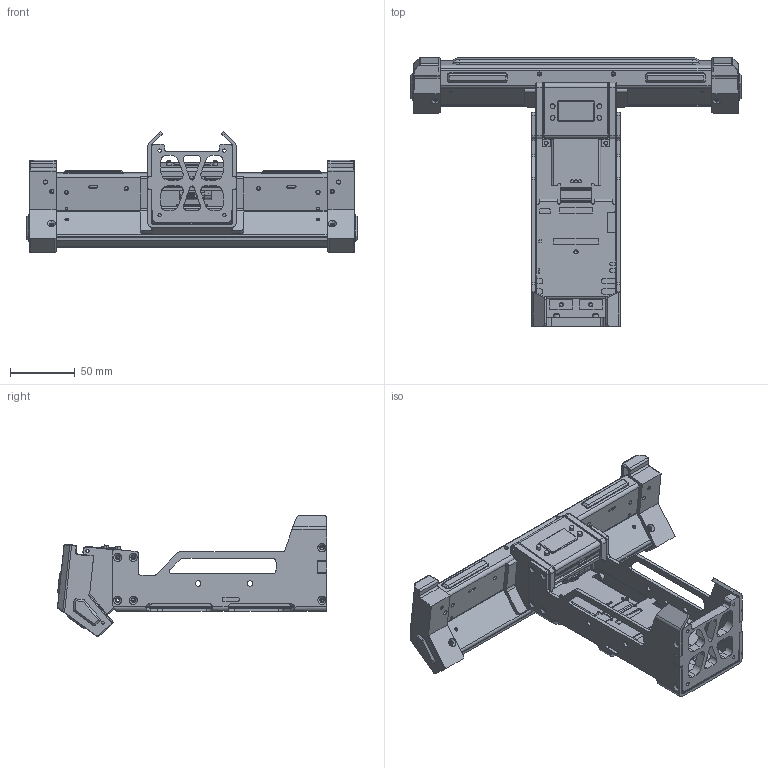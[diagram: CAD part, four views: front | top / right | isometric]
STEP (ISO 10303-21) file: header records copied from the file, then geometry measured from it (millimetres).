
FILE_DESCRIPTION (( 'STEP AP203' ), '1' );
FILE_NAME ('Ö÷¿Ø.STEP', '2018-02-08T04:40:13', ( 'dji' ), ( '' ), 'SwSTEP 2.0', 'SolidWorks 2016', '' );
FILE_SCHEMA (( 'CONFIG_CONTROL_DESIGN' ));
Length unit declared in the file: millimetre
Products named in the file (1): 翋諷
Bounding box: 254.6 x 207.47 x 93.55 mm (x, y, z)
Surface area: 242252.1 mm2 (no closed solid volume)
Topology: 0 solids, 36 shells, 2494 faces, 6659 edges, 4271 vertices
Faces by surface type: cylinder 1113, plane 1085, cone 203, bspline 58, torus 24, sphere 11
Entity records: 89237 total; most frequent: CARTESIAN_POINT 26796, ORIENTED_EDGE 13200, DIRECTION 12681, EDGE_CURVE 6617, AXIS2_PLACEMENT_3D 4416, VERTEX_POINT 4266, VECTOR 3849, LINE 3849
